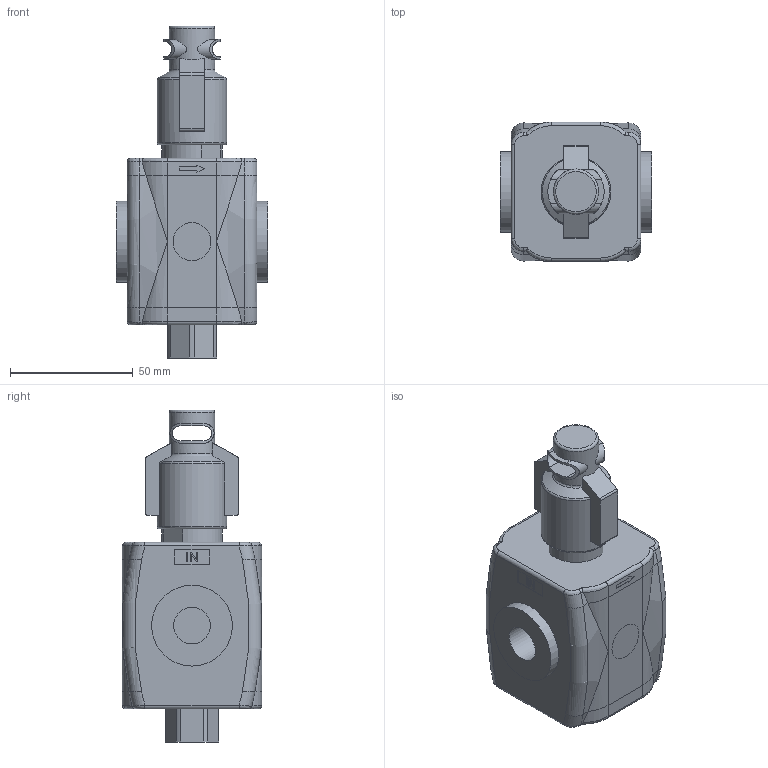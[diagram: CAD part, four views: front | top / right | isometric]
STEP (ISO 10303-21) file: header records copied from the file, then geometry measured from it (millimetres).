
FILE_DESCRIPTION((''),'2;1');
FILE_NAME('#172BVL.ipt.step','2010-08-23T14:11:10',(''),(''),'Autodesk Inventor 2010','Autodesk Inventor 2010','');
FILE_SCHEMA(('AUTOMOTIVE_DESIGN { 1 0 10303 214 1 1 1 1 }'));
Length unit declared in the file: millimetre
Products named in the file (1): #172BVL
Bounding box: 62 x 57 x 135.5 mm (x, y, z)
Volume: 233126.4 mm3; surface area: 29109 mm2
Topology: 1 solids, 1 shells, 231 faces, 563 edges, 358 vertices
Faces by surface type: plane 89, cylinder 69, bspline 47, torus 24, cone 2
Full cylindrical faces by diameter (mm): 18.5 x1, 19 x1, 23 x1, 28.5 x1, 33 x1
Entity records: 7755 total; most frequent: CARTESIAN_POINT 2516, ORIENTED_EDGE 1100, DIRECTION 952, EDGE_CURVE 550, VERTEX_POINT 356, AXIS2_PLACEMENT_3D 325, VECTOR 302, LINE 302
